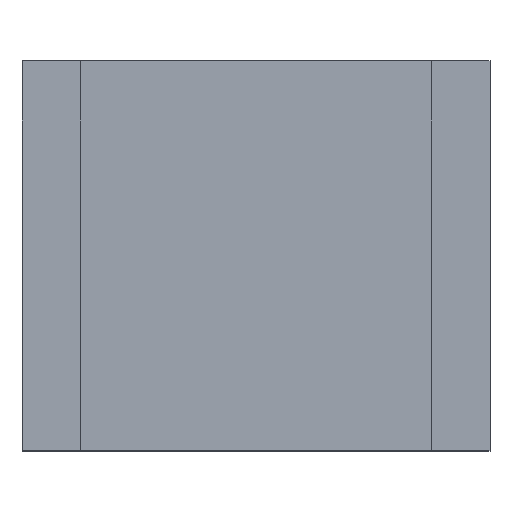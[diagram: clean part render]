
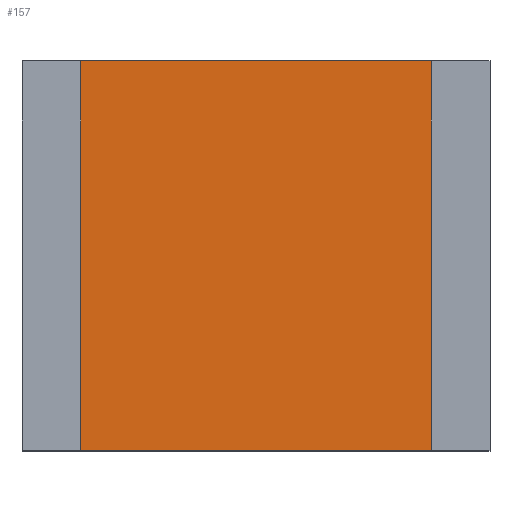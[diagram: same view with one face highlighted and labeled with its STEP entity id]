
A CAD part, top view. The second image highlights one B-rep face of the part: STEP entity #157.
In plain terms, the highlighted planar face has unit normal (0, 0, 1).
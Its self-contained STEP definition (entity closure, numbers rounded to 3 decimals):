
#157=ADVANCED_FACE('',(#261),#263,.T.);
#261=FACE_BOUND('',#262,.T.);
#262=EDGE_LOOP('',(#342,#343,#344,#345));
#263=PLANE('',#264);
#264=AXIS2_PLACEMENT_3D('',#265,#266,#267);
#265=CARTESIAN_POINT('',(0.,0.,4.3));
#266=DIRECTION('',(0.,0.,1.));
#267=DIRECTION('',(1.,0.,0.));
#342=ORIENTED_EDGE('',*,*,#366,.F.);
#343=ORIENTED_EDGE('',*,*,#387,.T.);
#344=ORIENTED_EDGE('',*,*,#378,.F.);
#345=ORIENTED_EDGE('',*,*,#388,.T.);
#366=EDGE_CURVE('',#412,#414,#415,.T.);
#378=EDGE_CURVE('',#433,#435,#436,.T.);
#387=EDGE_CURVE('',#412,#435,#447,.T.);
#388=EDGE_CURVE('',#433,#414,#448,.T.);
#412=VERTEX_POINT('',#494);
#414=VERTEX_POINT('',#498);
#415=LINE('',#499,#500);
#433=VERTEX_POINT('',#539);
#435=VERTEX_POINT('',#543);
#436=LINE('',#544,#545);
#447=LINE('',#573,#574);
#448=LINE('',#576,#577);
#494=CARTESIAN_POINT('',(1.5,10.,4.3));
#498=CARTESIAN_POINT('',(10.5,10.,4.3));
#499=CARTESIAN_POINT('',(1.5,10.,4.3));
#500=VECTOR('',#501,1.);
#501=DIRECTION('',(1.,0.,0.));
#539=CARTESIAN_POINT('',(10.5,0.,4.3));
#543=CARTESIAN_POINT('',(1.5,0.,4.3));
#544=CARTESIAN_POINT('',(10.5,0.,4.3));
#545=VECTOR('',#546,1.);
#546=DIRECTION('',(-1.,0.,0.));
#573=CARTESIAN_POINT('',(1.5,10.,4.3));
#574=VECTOR('',#575,1.);
#575=DIRECTION('',(0.,-1.,0.));
#576=CARTESIAN_POINT('',(10.5,0.,4.3));
#577=VECTOR('',#578,1.);
#578=DIRECTION('',(0.,1.,0.));
